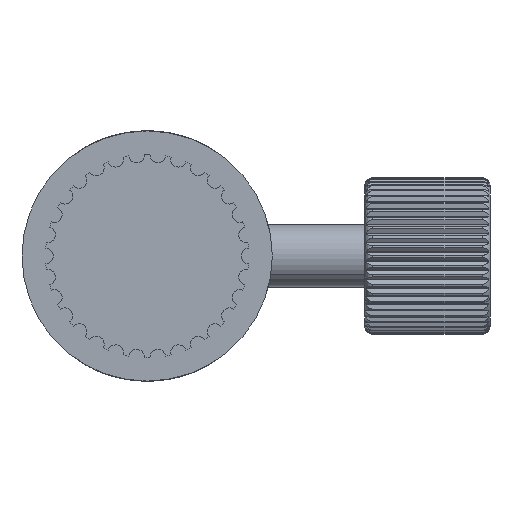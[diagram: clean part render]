
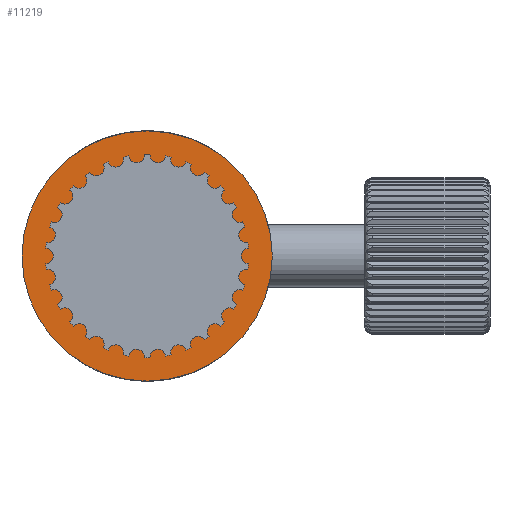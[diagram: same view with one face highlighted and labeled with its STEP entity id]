
A CAD part, front view. The second image highlights one B-rep face of the part: STEP entity #11219.
In plain terms, the highlighted planar face has unit normal (0, -1, 0).
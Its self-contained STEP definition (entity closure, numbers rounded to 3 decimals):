
#273 = FACE_OUTER_BOUND ( 'NONE', #13310, .T. ) ;
#358 = CIRCLE ( 'NONE', #15998, 2.5 ) ;
#461 = VERTEX_POINT ( 'NONE', #10738 ) ;
#905 = FACE_BOUND ( 'NONE', #5198, .T. ) ;
#1480 = CARTESIAN_POINT ( 'NONE',  ( 0., 0., 8. ) ) ;
#2264 = PLANE ( 'NONE',  #11763 ) ;
#3243 = DIRECTION ( 'NONE',  ( 0., 0., -1. ) ) ;
#3362 = DIRECTION ( 'NONE',  ( 0., -1., 0. ) ) ;
#3482 = DIRECTION ( 'NONE',  ( 0., -1., 0. ) ) ;
#3677 = VERTEX_POINT ( 'NONE', #4001 ) ;
#3714 = DIRECTION ( 'NONE',  ( 0., 0., -1. ) ) ;
#4001 = CARTESIAN_POINT ( 'NONE',  ( 0., 0., -8. ) ) ;
#4388 = ORIENTED_EDGE ( 'NONE', *, *, #13999, .F. ) ;
#4404 = DIRECTION ( 'NONE',  ( 0., 0., 1. ) ) ;
#5189 = CIRCLE ( 'NONE', #10832, 8. ) ;
#5198 = EDGE_LOOP ( 'NONE', ( #4388, #6351 ) ) ;
#6180 = ORIENTED_EDGE ( 'NONE', *, *, #17221, .F. ) ;
#6351 = ORIENTED_EDGE ( 'NONE', *, *, #7891, .F. ) ;
#7891 = EDGE_CURVE ( 'NONE', #461, #17143, #358, .T. ) ;
#8997 = CARTESIAN_POINT ( 'NONE',  ( 0., 0., -2.5 ) ) ;
#9070 = DIRECTION ( 'NONE',  ( 0., -1., 0. ) ) ;
#9766 = ORIENTED_EDGE ( 'NONE', *, *, #17422, .F. ) ;
#9856 = DIRECTION ( 'NONE',  ( 0., 1., 0. ) ) ;
#10738 = CARTESIAN_POINT ( 'NONE',  ( 0., 0., 2.5 ) ) ;
#10832 = AXIS2_PLACEMENT_3D ( 'NONE', #13890, #9856, #4404 ) ;
#10862 = CIRCLE ( 'NONE', #13006, 8. ) ;
#11219 = ADVANCED_FACE ( 'NONE', ( #905, #273 ), #2264, .T. ) ;
#11763 = AXIS2_PLACEMENT_3D ( 'NONE', #14320, #3482, #12802 ) ;
#11769 = CARTESIAN_POINT ( 'NONE',  ( 0., 0., 0. ) ) ;
#11934 = DIRECTION ( 'NONE',  ( 0., 1., 0. ) ) ;
#11989 = CIRCLE ( 'NONE', #15975, 2.5 ) ;
#12802 = DIRECTION ( 'NONE',  ( 0., 0., -1. ) ) ;
#13006 = AXIS2_PLACEMENT_3D ( 'NONE', #14584, #11934, #15974 ) ;
#13310 = EDGE_LOOP ( 'NONE', ( #9766, #6180 ) ) ;
#13890 = CARTESIAN_POINT ( 'NONE',  ( 0., 0., 0. ) ) ;
#13999 = EDGE_CURVE ( 'NONE', #17143, #461, #11989, .T. ) ;
#14320 = CARTESIAN_POINT ( 'NONE',  ( 0., 0., 0. ) ) ;
#14584 = CARTESIAN_POINT ( 'NONE',  ( 0., 0., 0. ) ) ;
#15470 = CARTESIAN_POINT ( 'NONE',  ( 0., 0., 0. ) ) ;
#15974 = DIRECTION ( 'NONE',  ( 0., 0., 1. ) ) ;
#15975 = AXIS2_PLACEMENT_3D ( 'NONE', #15470, #3362, #3243 ) ;
#15998 = AXIS2_PLACEMENT_3D ( 'NONE', #11769, #9070, #3714 ) ;
#16208 = VERTEX_POINT ( 'NONE', #1480 ) ;
#17143 = VERTEX_POINT ( 'NONE', #8997 ) ;
#17221 = EDGE_CURVE ( 'NONE', #3677, #16208, #10862, .T. ) ;
#17422 = EDGE_CURVE ( 'NONE', #16208, #3677, #5189, .T. ) ;
